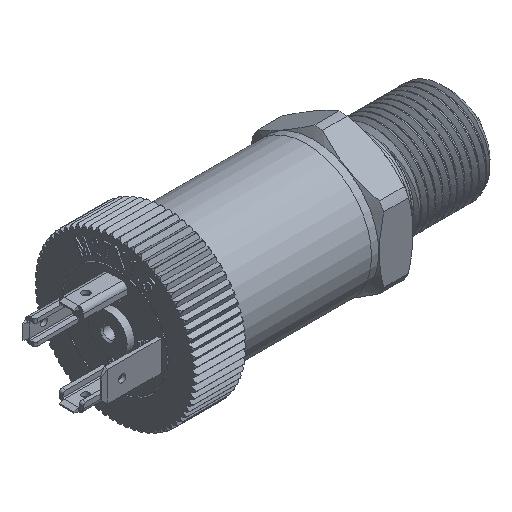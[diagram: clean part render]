
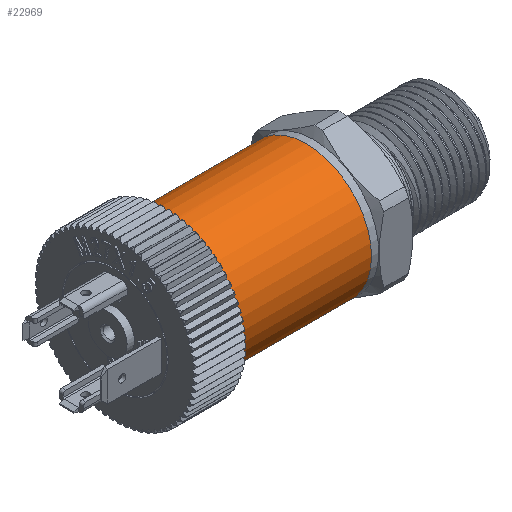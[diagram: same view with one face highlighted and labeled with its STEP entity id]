
A CAD part, isometric view. The second image highlights one B-rep face of the part: STEP entity #22969.
In plain terms, the highlighted cylindrical face has radius 13.45 mm (diameter 26.9 mm), a full revolution.
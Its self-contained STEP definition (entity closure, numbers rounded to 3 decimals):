
#22969=ADVANCED_FACE('',(#69044,#69046,#69048),#69050,.T.);
#69044=FACE_OUTER_BOUND('',#69045,.T.);
#69045=EDGE_LOOP('',(#101835));
#69046=FACE_BOUND('',#69047,.T.);
#69047=EDGE_LOOP('',(#101836,#101837));
#69048=FACE_OUTER_BOUND('',#69049,.T.);
#69049=EDGE_LOOP('',(#101838));
#69050=CYLINDRICAL_SURFACE('',#69051,13.45);
#69051=AXIS2_PLACEMENT_3D('',#69052,#69053,#69054);
#69052=CARTESIAN_POINT('',(35.5,0.,0.));
#69053=DIRECTION('',(-1.,0.,0.));
#69054=DIRECTION('',(0.,0.,1.));
#101835=ORIENTED_EDGE('',*,*,#119393,.T.);
#101836=ORIENTED_EDGE('',*,*,#119394,.T.);
#101837=ORIENTED_EDGE('',*,*,#119395,.T.);
#101838=ORIENTED_EDGE('',*,*,#119396,.F.);
#119393=EDGE_CURVE('',#136845,#136845,#136846,.T.);
#119394=EDGE_CURVE('',#136847,#136848,#136849,.F.);
#119395=EDGE_CURVE('',#136848,#136847,#136850,.T.);
#119396=EDGE_CURVE('',#136851,#136851,#136852,.T.);
#136845=VERTEX_POINT('',#195474);
#136846=CIRCLE('',#195475,13.45);
#136847=VERTEX_POINT('',#195479);
#136848=VERTEX_POINT('',#195480);
#136849=B_SPLINE_CURVE_WITH_KNOTS('',3,
(#195481,#195482,#195483,#195484,#195485,#195486,#195487,#195488,#195489,#195490,
#195491,#195492,#195493,#195494,#195495,#195496,#195497,#195498,#195499,#195500,
#195501,#195502),
.UNSPECIFIED.,.F.,.F.,
(4,1,1,1,1,1,1,1,1,1,1,1,1,1,1,1,1,1,1,4),
(0.,0.027,0.067,0.125,0.2,0.276,
0.347,0.407,0.462,0.5,0.509,
0.56,0.616,0.68,0.747,0.813,
0.88,0.933,0.973,1.),
.UNSPECIFIED.);
#136850=B_SPLINE_CURVE_WITH_KNOTS('',3,
(#195503,#195504,#195505,#195506,#195507,#195508,#195509,#195510,#195511,#195512,
#195513,#195514,#195515,#195516,#195517,#195518,#195519,#195520,#195521,#195522,
#195523,#195524),
.UNSPECIFIED.,.F.,.F.,
(4,1,1,1,1,1,1,1,1,1,1,1,1,1,1,1,1,1,1,4),
(0.,0.027,0.067,0.125,0.2,0.276,
0.347,0.407,0.462,0.5,0.509,
0.56,0.616,0.68,0.747,0.813,
0.88,0.933,0.973,1.),
.UNSPECIFIED.);
#136851=VERTEX_POINT('',#195525);
#136852=CIRCLE('',#195526,13.45);
#195474=CARTESIAN_POINT('',(35.5,0.,13.45));
#195475=AXIS2_PLACEMENT_3D('',#195476,#195477,#195478);
#195476=CARTESIAN_POINT('',(35.5,0.,0.));
#195477=DIRECTION('',(-1.,0.,0.));
#195478=DIRECTION('',(0.,0.,1.));
#195479=CARTESIAN_POINT('',(5.75,0.,13.45));
#195480=CARTESIAN_POINT('',(5.25,0.,13.45));
#195481=CARTESIAN_POINT('',(5.25,0.,13.45));
#195482=CARTESIAN_POINT('',(5.25,-0.007,13.45));
#195483=CARTESIAN_POINT('',(5.251,-0.024,13.45));
#195484=CARTESIAN_POINT('',(5.256,-0.057,13.45));
#195485=CARTESIAN_POINT('',(5.269,-0.1,13.45));
#195486=CARTESIAN_POINT('',(5.296,-0.148,13.449));
#195487=CARTESIAN_POINT('',(5.336,-0.191,13.449));
#195488=CARTESIAN_POINT('',(5.381,-0.222,13.448));
#195489=CARTESIAN_POINT('',(5.426,-0.24,13.448));
#195490=CARTESIAN_POINT('',(5.466,-0.249,13.448));
#195491=CARTESIAN_POINT('',(5.492,-0.25,13.448));
#195492=CARTESIAN_POINT('',(5.518,-0.25,13.448));
#195493=CARTESIAN_POINT('',(5.548,-0.247,13.448));
#195494=CARTESIAN_POINT('',(5.591,-0.234,13.448));
#195495=CARTESIAN_POINT('',(5.635,-0.212,13.448));
#195496=CARTESIAN_POINT('',(5.676,-0.18,13.449));
#195497=CARTESIAN_POINT('',(5.71,-0.139,13.449));
#195498=CARTESIAN_POINT('',(5.733,-0.096,13.45));
#195499=CARTESIAN_POINT('',(5.745,-0.056,13.45));
#195500=CARTESIAN_POINT('',(5.749,-0.024,13.45));
#195501=CARTESIAN_POINT('',(5.75,-0.007,13.45));
#195502=CARTESIAN_POINT('',(5.75,0.,13.45));
#195503=CARTESIAN_POINT('',(5.25,0.,13.45));
#195504=CARTESIAN_POINT('',(5.25,0.007,13.45));
#195505=CARTESIAN_POINT('',(5.251,0.024,13.45));
#195506=CARTESIAN_POINT('',(5.256,0.057,13.45));
#195507=CARTESIAN_POINT('',(5.269,0.1,13.45));
#195508=CARTESIAN_POINT('',(5.296,0.148,13.449));
#195509=CARTESIAN_POINT('',(5.336,0.191,13.449));
#195510=CARTESIAN_POINT('',(5.381,0.222,13.448));
#195511=CARTESIAN_POINT('',(5.426,0.24,13.448));
#195512=CARTESIAN_POINT('',(5.466,0.249,13.448));
#195513=CARTESIAN_POINT('',(5.492,0.25,13.448));
#195514=CARTESIAN_POINT('',(5.518,0.25,13.448));
#195515=CARTESIAN_POINT('',(5.548,0.247,13.448));
#195516=CARTESIAN_POINT('',(5.591,0.234,13.448));
#195517=CARTESIAN_POINT('',(5.635,0.212,13.448));
#195518=CARTESIAN_POINT('',(5.676,0.18,13.449));
#195519=CARTESIAN_POINT('',(5.71,0.139,13.449));
#195520=CARTESIAN_POINT('',(5.733,0.096,13.45));
#195521=CARTESIAN_POINT('',(5.745,0.056,13.45));
#195522=CARTESIAN_POINT('',(5.749,0.024,13.45));
#195523=CARTESIAN_POINT('',(5.75,0.007,13.45));
#195524=CARTESIAN_POINT('',(5.75,0.,13.45));
#195525=CARTESIAN_POINT('',(1.,0.,13.45));
#195526=AXIS2_PLACEMENT_3D('',#195527,#195528,#195529);
#195527=CARTESIAN_POINT('',(1.,0.,0.));
#195528=DIRECTION('',(-1.,0.,0.));
#195529=DIRECTION('',(0.,0.,1.));
